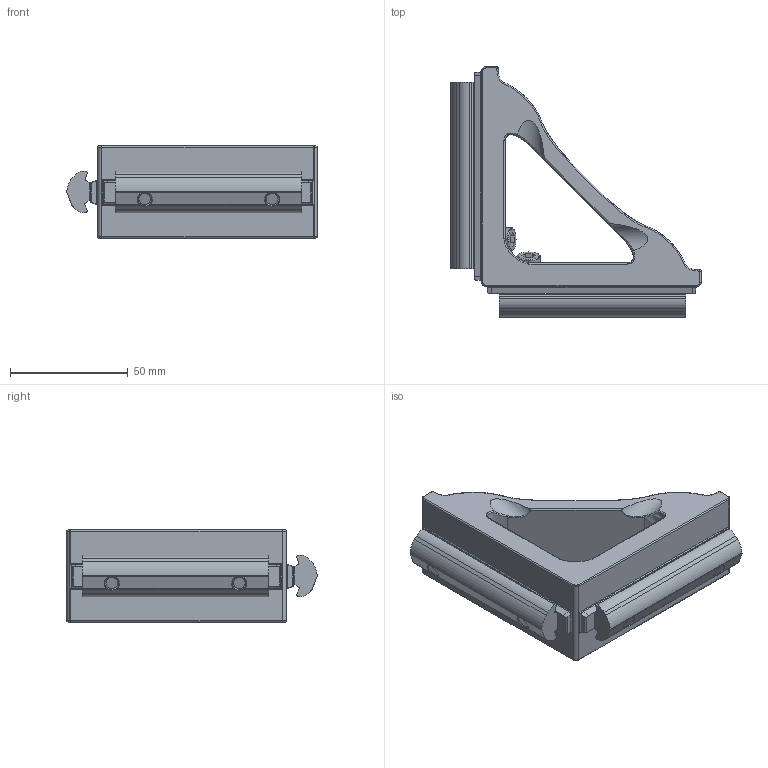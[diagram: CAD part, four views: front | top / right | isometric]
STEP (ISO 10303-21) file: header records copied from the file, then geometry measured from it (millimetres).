
FILE_DESCRIPTION (( 'STEP AP214' ), '1' );
FILE_NAME ('40mm HD Corner Bracket Kit(40CIC-0521-001-01).step', '2023-06-26T14:38:39', ( '' ), ( '' ), 'SwSTEP 2.0', 'SolidWorks 2020', '' );
FILE_SCHEMA (( 'AUTOMOTIVE_DESIGN' ));
Length unit declared in the file: inch
Products named in the file (9): 40mm HD Corner Bracket Kit(40CIC-0521-001-01)5.step; 40mm HD Corner Bracket Kit(40CIC-0521-001-01)1.step; 40mm HD Corner Bracket Kit(40CIC-0521-001-01)3.step; 40mm HD Corner Bracket Kit(40CIC-0521-001-01)7.step; 40mm HD Corner Bracket Kit(40CIC-0521-001-01)6.step; 40mm HD Corner Bracket Kit(40CIC-0521-001-01); 40mm HD Corner Bracket Kit(40CIC-0521-001-01).step; 40mm HD Corner Bracket Kit(40CIC-0521-001-01)4.step; 40mm HD Corner Bracket Kit(40CIC-0521-001-01)2.step
Assembly tree (8 placements, depth 3):
  40mm HD Corner Bracket Kit(40CIC-0521-001-01)
    40mm HD Corner Bracket Kit(40CIC-0521-001-01).step
      40mm HD Corner Bracket Kit(40CIC-0521-001-01)1.step
      40mm HD Corner Bracket Kit(40CIC-0521-001-01)2.step
      40mm HD Corner Bracket Kit(40CIC-0521-001-01)3.step
      40mm HD Corner Bracket Kit(40CIC-0521-001-01)4.step
      40mm HD Corner Bracket Kit(40CIC-0521-001-01)5.step
      40mm HD Corner Bracket Kit(40CIC-0521-001-01)6.step
      40mm HD Corner Bracket Kit(40CIC-0521-001-01)7.step
Bounding box: 106.11 x 106.11 x 39 mm (x, y, z)
Volume: 125638 mm3; surface area: 39462.3 mm2
Topology: 7 solids, 7 shells, 349 faces, 845 edges, 510 vertices
Faces by surface type: cylinder 131, plane 100, bspline 60, cone 32, torus 22, sphere 4
Entity records: 14327 total; most frequent: CARTESIAN_POINT 6333, ORIENTED_EDGE 1682, DIRECTION 1482, EDGE_CURVE 841, AXIS2_PLACEMENT_3D 545, VERTEX_POINT 510, LINE 392, VECTOR 392
